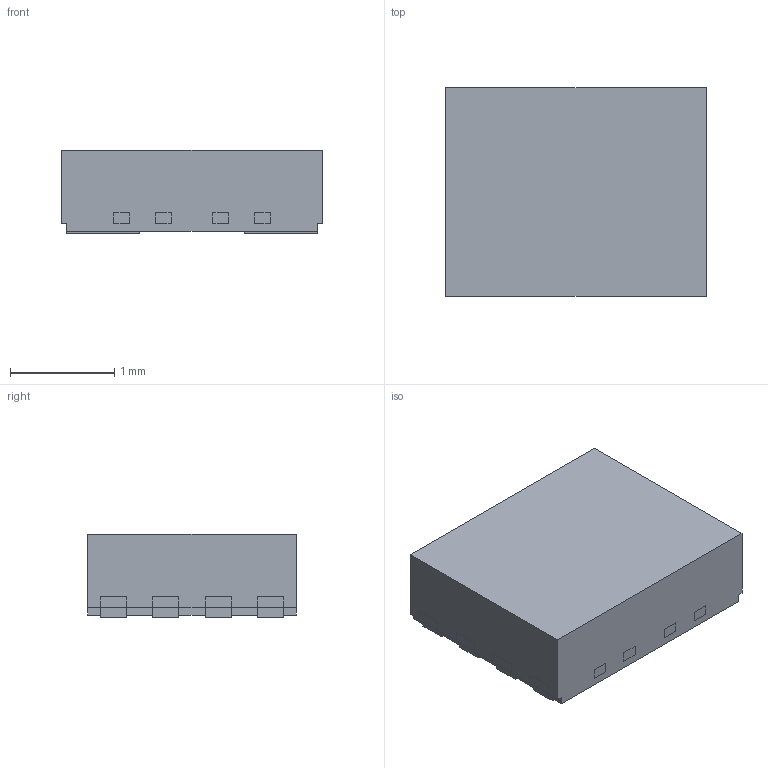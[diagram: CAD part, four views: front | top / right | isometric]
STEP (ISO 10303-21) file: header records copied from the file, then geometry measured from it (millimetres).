
FILE_DESCRIPTION((''),'2;1');
FILE_NAME('DQW0008A_ASM','2018-07-18T09:39:04',('a0412086'),(''),'CREO PARAMETRIC BY PTC INC, 2018020','CREO PARAMETRIC BY PTC INC, 2018020','');
FILE_SCHEMA(('AUTOMOTIVE_DESIGN { 1 0 10303 214 1 1 1 1 }'));
Length unit declared in the file: millimetre
Products named in the file (4): BODY-SON_AF0; FRAME-DQW0008A_AF0; PIN1-ID; DQW0008A_ASM
Assembly tree (3 placements, depth 2):
  DQW0008A_ASM
    BODY-SON_AF0
    FRAME-DQW0008A_AF0
    PIN1-ID
Bounding box: 2.5 x 2 x 0.8 mm (x, y, z)
Volume: 3.9 mm3; surface area: 26.4 mm2
Topology: 13 solids, 13 shells, 196 faces, 510 edges, 340 vertices
Faces by surface type: plane 196
Entity records: 8008 total; most frequent: CARTESIAN_POINT 1096, ORIENTED_EDGE 1020, DIRECTION 968, PRESENTATION_STYLE_ASSIGNMENT 540, STYLED_ITEM 524, VECTOR 510, LINE 510, CURVE_STYLE 510
